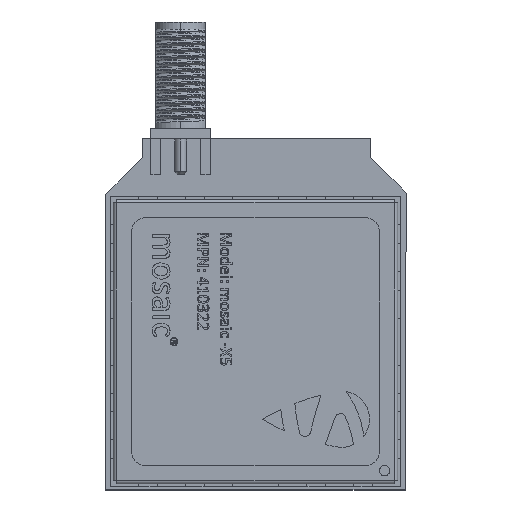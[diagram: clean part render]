
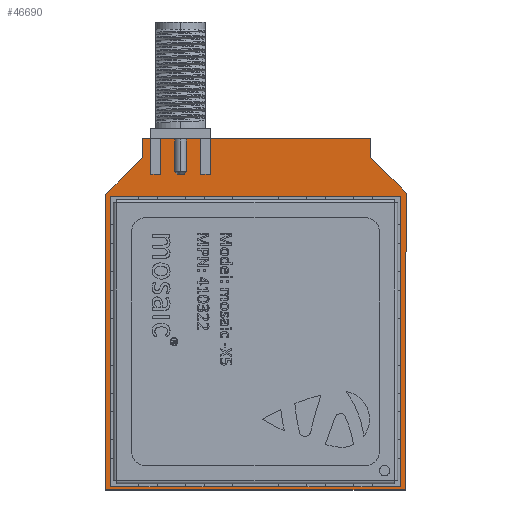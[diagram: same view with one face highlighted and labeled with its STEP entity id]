
A CAD part, top view. The second image highlights one B-rep face of the part: STEP entity #46690.
In plain terms, the highlighted planar face has unit normal (0, 0, 1).
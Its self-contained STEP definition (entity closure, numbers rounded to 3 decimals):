
#365 = ORIENTED_EDGE ( 'NONE', *, *, #42935, .T. ) ;
#514 = VECTOR ( 'NONE', #69242, 1000. ) ;
#2653 = VERTEX_POINT ( 'NONE', #112271 ) ;
#6797 = VERTEX_POINT ( 'NONE', #25178 ) ;
#8984 = CARTESIAN_POINT ( 'NONE',  ( 28.067, -61.214, 1. ) ) ;
#11182 = EDGE_CURVE ( 'NONE', #14162, #6797, #37465, .T. ) ;
#13007 = VECTOR ( 'NONE', #59167, 1000. ) ;
#13798 = EDGE_CURVE ( 'NONE', #137911, #135958, #103982, .T. ) ;
#14162 = VERTEX_POINT ( 'NONE', #129283 ) ;
#18810 = ORIENTED_EDGE ( 'NONE', *, *, #13798, .T. ) ;
#22682 = LINE ( 'NONE', #108487, #33975 ) ;
#23800 = ORIENTED_EDGE ( 'NONE', *, *, #43897, .T. ) ;
#24555 = VERTEX_POINT ( 'NONE', #81867 ) ;
#25178 = CARTESIAN_POINT ( 'NONE',  ( 0., -25.654, 1. ) ) ;
#25506 = VECTOR ( 'NONE', #103637, 1000. ) ;
#30173 = EDGE_LOOP ( 'NONE', ( #18810, #56201, #41175, #23800, #94907, #365, #97419, #35775 ) ) ;
#31883 = AXIS2_PLACEMENT_3D ( 'NONE', #112479, #111086, #58587 ) ;
#33975 = VECTOR ( 'NONE', #53200, 1000. ) ;
#34357 = EDGE_CURVE ( 'NONE', #103578, #2653, #90410, .T. ) ;
#35775 = ORIENTED_EDGE ( 'NONE', *, *, #52635, .T. ) ;
#36641 = FACE_OUTER_BOUND ( 'NONE', #30173, .T. ) ;
#37213 = CARTESIAN_POINT ( 'NONE',  ( -3.937, -61.214, 1. ) ) ;
#37465 = LINE ( 'NONE', #79984, #135249 ) ;
#38301 = LINE ( 'NONE', #48255, #113012 ) ;
#41175 = ORIENTED_EDGE ( 'NONE', *, *, #62228, .T. ) ;
#42935 = EDGE_CURVE ( 'NONE', #6797, #103578, #139816, .T. ) ;
#43897 = EDGE_CURVE ( 'NONE', #24555, #14162, #38301, .T. ) ;
#44777 = CARTESIAN_POINT ( 'NONE',  ( 24.384, -25.654, 1. ) ) ;
#46690 = ADVANCED_FACE ( 'NONE', ( #36641 ), #79855, .F. ) ;
#47694 = CARTESIAN_POINT ( 'NONE',  ( 28.067, -61.214, 1. ) ) ;
#48255 = CARTESIAN_POINT ( 'NONE',  ( 0., -23.622, 1. ) ) ;
#51616 = EDGE_CURVE ( 'NONE', #135958, #132554, #90907, .T. ) ;
#52635 = EDGE_CURVE ( 'NONE', #2653, #137911, #58988, .T. ) ;
#53200 = DIRECTION ( 'NONE',  ( 0., 1., 0. ) ) ;
#55290 = CARTESIAN_POINT ( 'NONE',  ( -3.937, -29.591, 1. ) ) ;
#56201 = ORIENTED_EDGE ( 'NONE', *, *, #51616, .T. ) ;
#58587 = DIRECTION ( 'NONE',  ( -1., 0., 0. ) ) ;
#58988 = LINE ( 'NONE', #47694, #86773 ) ;
#59167 = DIRECTION ( 'NONE',  ( 0., -1., 0. ) ) ;
#62228 = EDGE_CURVE ( 'NONE', #132554, #24555, #22682, .T. ) ;
#69242 = DIRECTION ( 'NONE',  ( 0.004, 1., 0. ) ) ;
#70227 = DIRECTION ( 'NONE',  ( -1., 0., 0. ) ) ;
#75093 = CARTESIAN_POINT ( 'NONE',  ( 28.194, -29.464, 1. ) ) ;
#75887 = DIRECTION ( 'NONE',  ( -0.707, -0.707, 0. ) ) ;
#76604 = CARTESIAN_POINT ( 'NONE',  ( -3.937, -29.591, 1. ) ) ;
#79855 = PLANE ( 'NONE',  #31883 ) ;
#79984 = CARTESIAN_POINT ( 'NONE',  ( 0., -25.654, 1. ) ) ;
#81867 = CARTESIAN_POINT ( 'NONE',  ( 24.384, -23.622, 1. ) ) ;
#86773 = VECTOR ( 'NONE', #103662, 1000. ) ;
#90410 = LINE ( 'NONE', #37213, #13007 ) ;
#90907 = LINE ( 'NONE', #133508, #25506 ) ;
#92775 = DIRECTION ( 'NONE',  ( 0., -1., 0. ) ) ;
#94907 = ORIENTED_EDGE ( 'NONE', *, *, #11182, .T. ) ;
#97419 = ORIENTED_EDGE ( 'NONE', *, *, #34357, .T. ) ;
#103578 = VERTEX_POINT ( 'NONE', #55290 ) ;
#103637 = DIRECTION ( 'NONE',  ( -0.707, 0.707, 0. ) ) ;
#103662 = DIRECTION ( 'NONE',  ( 1., 0., 0. ) ) ;
#103982 = LINE ( 'NONE', #123147, #514 ) ;
#108487 = CARTESIAN_POINT ( 'NONE',  ( 24.384, -23.622, 1. ) ) ;
#111086 = DIRECTION ( 'NONE',  ( 0., 0., -1. ) ) ;
#112271 = CARTESIAN_POINT ( 'NONE',  ( -3.937, -61.214, 1. ) ) ;
#112479 = CARTESIAN_POINT ( 'NONE',  ( 0., 0., 1. ) ) ;
#113012 = VECTOR ( 'NONE', #70227, 1000. ) ;
#117356 = VECTOR ( 'NONE', #75887, 1000. ) ;
#123147 = CARTESIAN_POINT ( 'NONE',  ( 28.194, -29.464, 1. ) ) ;
#129283 = CARTESIAN_POINT ( 'NONE',  ( 0., -23.622, 1. ) ) ;
#132554 = VERTEX_POINT ( 'NONE', #44777 ) ;
#133508 = CARTESIAN_POINT ( 'NONE',  ( 24.384, -25.654, 1. ) ) ;
#135249 = VECTOR ( 'NONE', #92775, 1000. ) ;
#135958 = VERTEX_POINT ( 'NONE', #75093 ) ;
#137911 = VERTEX_POINT ( 'NONE', #8984 ) ;
#139816 = LINE ( 'NONE', #76604, #117356 ) ;
